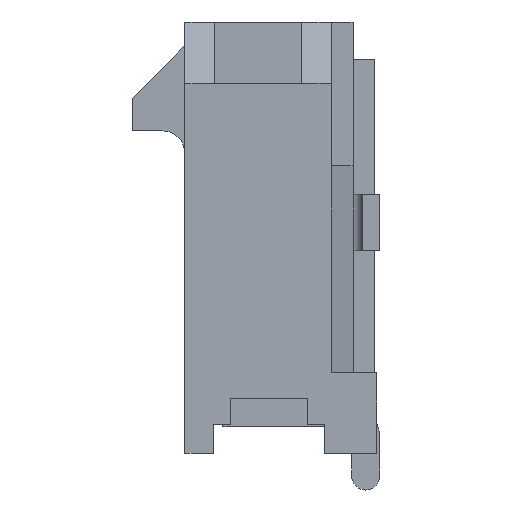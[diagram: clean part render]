
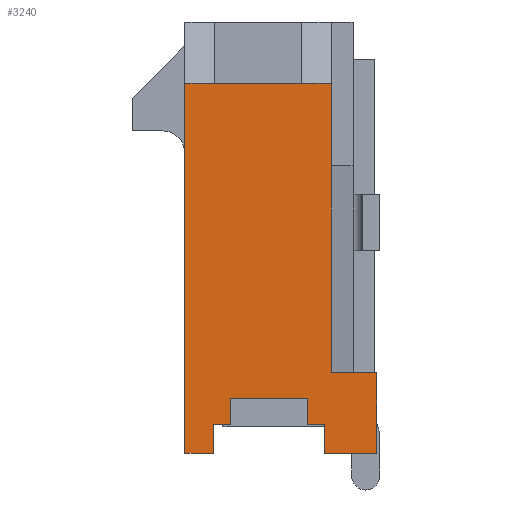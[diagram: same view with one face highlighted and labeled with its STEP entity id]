
A CAD part, left-side view. The second image highlights one B-rep face of the part: STEP entity #3240.
In plain terms, the highlighted planar face has unit normal (-1, 0, 0).
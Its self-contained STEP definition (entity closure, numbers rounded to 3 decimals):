
#5 = ORIENTED_EDGE ( 'NONE', *, *, #5138, .T. ) ;
#12 = VECTOR ( 'NONE', #2276, 1000. ) ;
#30 = LINE ( 'NONE', #1475, #810 ) ;
#149 = EDGE_CURVE ( 'NONE', #4849, #3127, #2209, .T. ) ;
#158 = VECTOR ( 'NONE', #6402, 1000. ) ;
#187 = ORIENTED_EDGE ( 'NONE', *, *, #784, .F. ) ;
#211 = CARTESIAN_POINT ( 'NONE',  ( -4.825, 1.27, -4.28 ) ) ;
#218 = DIRECTION ( 'NONE',  ( 0., 0., -1. ) ) ;
#358 = ORIENTED_EDGE ( 'NONE', *, *, #6532, .F. ) ;
#390 = ORIENTED_EDGE ( 'NONE', *, *, #1669, .T. ) ;
#414 = CARTESIAN_POINT ( 'NONE',  ( -4.825, 1.93, -4.95 ) ) ;
#557 = EDGE_CURVE ( 'NONE', #4849, #1569, #3434, .T. ) ;
#678 = EDGE_CURVE ( 'NONE', #5089, #5200, #6742, .T. ) ;
#695 = DIRECTION ( 'NONE',  ( 0., 1., 0. ) ) ;
#704 = LINE ( 'NONE', #6552, #1046 ) ;
#734 = CARTESIAN_POINT ( 'NONE',  ( -4.825, 0., 0. ) ) ;
#784 = EDGE_CURVE ( 'NONE', #1569, #2966, #2045, .T. ) ;
#792 = VECTOR ( 'NONE', #4020, 1000. ) ;
#807 = ORIENTED_EDGE ( 'NONE', *, *, #1425, .F. ) ;
#810 = VECTOR ( 'NONE', #6870, 1000. ) ;
#852 = CARTESIAN_POINT ( 'NONE',  ( -4.825, -0.875, -3.68 ) ) ;
#874 = CARTESIAN_POINT ( 'NONE',  ( -4.825, -2.47, -3.1 ) ) ;
#916 = VERTEX_POINT ( 'NONE', #2618 ) ;
#945 = CARTESIAN_POINT ( 'NONE',  ( -4.825, 0.875, -4.28 ) ) ;
#958 = VECTOR ( 'NONE', #2533, 1000. ) ;
#1046 = VECTOR ( 'NONE', #3307, 1000. ) ;
#1116 = CARTESIAN_POINT ( 'NONE',  ( -4.825, -1.43, 3.55 ) ) ;
#1146 = VECTOR ( 'NONE', #1923, 1000. ) ;
#1214 = CARTESIAN_POINT ( 'NONE',  ( -4.825, -1.27, -4.28 ) ) ;
#1265 = EDGE_CURVE ( 'NONE', #1870, #2509, #4252, .T. ) ;
#1337 = VERTEX_POINT ( 'NONE', #5056 ) ;
#1419 = EDGE_CURVE ( 'NONE', #1728, #1886, #30, .T. ) ;
#1420 = DIRECTION ( 'NONE',  ( 0., 1., 0. ) ) ;
#1425 = EDGE_CURVE ( 'NONE', #916, #5119, #2156, .T. ) ;
#1475 = CARTESIAN_POINT ( 'NONE',  ( -4.825, 0.875, -3.68 ) ) ;
#1516 = VECTOR ( 'NONE', #6737, 1000. ) ;
#1569 = VERTEX_POINT ( 'NONE', #3328 ) ;
#1638 = DIRECTION ( 'NONE',  ( 0., 0., -1. ) ) ;
#1669 = EDGE_CURVE ( 'NONE', #6171, #2788, #2719, .T. ) ;
#1728 = VERTEX_POINT ( 'NONE', #6237 ) ;
#1748 = VECTOR ( 'NONE', #6578, 1000. ) ;
#1749 = LINE ( 'NONE', #6580, #2093 ) ;
#1844 = AXIS2_PLACEMENT_3D ( 'NONE', #734, #2882, #218 ) ;
#1863 = CARTESIAN_POINT ( 'NONE',  ( -4.825, -1.27, -4.95 ) ) ;
#1870 = VERTEX_POINT ( 'NONE', #1214 ) ;
#1886 = VERTEX_POINT ( 'NONE', #852 ) ;
#1923 = DIRECTION ( 'NONE',  ( 0., 1., 0. ) ) ;
#1934 = VECTOR ( 'NONE', #4097, 1000. ) ;
#2045 = LINE ( 'NONE', #4189, #4831 ) ;
#2085 = EDGE_CURVE ( 'NONE', #2966, #1870, #704, .T. ) ;
#2093 = VECTOR ( 'NONE', #4946, 1000. ) ;
#2110 = DIRECTION ( 'NONE',  ( 0., 1., 0. ) ) ;
#2156 = LINE ( 'NONE', #945, #1146 ) ;
#2209 = LINE ( 'NONE', #3863, #12 ) ;
#2261 = CARTESIAN_POINT ( 'NONE',  ( -4.825, -0.875, -3.68 ) ) ;
#2276 = DIRECTION ( 'NONE',  ( 0., 1., 0. ) ) ;
#2321 = VECTOR ( 'NONE', #1638, 1000. ) ;
#2427 = VERTEX_POINT ( 'NONE', #3223 ) ;
#2479 = ORIENTED_EDGE ( 'NONE', *, *, #1419, .T. ) ;
#2509 = VERTEX_POINT ( 'NONE', #4945 ) ;
#2527 = EDGE_CURVE ( 'NONE', #5200, #2788, #4027, .T. ) ;
#2533 = DIRECTION ( 'NONE',  ( 0., 0., -1. ) ) ;
#2618 = CARTESIAN_POINT ( 'NONE',  ( -4.825, 0.875, -4.28 ) ) ;
#2719 = LINE ( 'NONE', #5310, #1934 ) ;
#2775 = LINE ( 'NONE', #1116, #1748 ) ;
#2788 = VERTEX_POINT ( 'NONE', #2855 ) ;
#2855 = CARTESIAN_POINT ( 'NONE',  ( -4.825, 1.93, 3.55 ) ) ;
#2882 = DIRECTION ( 'NONE',  ( 1., 0., 0. ) ) ;
#2966 = VERTEX_POINT ( 'NONE', #1863 ) ;
#3127 = VERTEX_POINT ( 'NONE', #5333 ) ;
#3151 = EDGE_LOOP ( 'NONE', ( #3289, #3415, #390, #4592, #4854, #5182, #807, #6934, #2479, #5087, #5587, #6302, #187, #5415, #4153, #5, #358 ) ) ;
#3204 = CARTESIAN_POINT ( 'NONE',  ( -4.825, 1.27, -4.95 ) ) ;
#3223 = CARTESIAN_POINT ( 'NONE',  ( -4.825, -1.43, 3.55 ) ) ;
#3240 = ADVANCED_FACE ( 'NONE', ( #4460 ), #6621, .F. ) ;
#3289 = ORIENTED_EDGE ( 'NONE', *, *, #5054, .T. ) ;
#3307 = DIRECTION ( 'NONE',  ( 0., 0., 1. ) ) ;
#3328 = CARTESIAN_POINT ( 'NONE',  ( -4.825, -2.47, -4.95 ) ) ;
#3415 = ORIENTED_EDGE ( 'NONE', *, *, #6453, .T. ) ;
#3434 = LINE ( 'NONE', #4478, #792 ) ;
#3827 = LINE ( 'NONE', #5953, #4231 ) ;
#3863 = CARTESIAN_POINT ( 'NONE',  ( -4.825, -2.47, -3.1 ) ) ;
#4020 = DIRECTION ( 'NONE',  ( 0., 0., -1. ) ) ;
#4027 = LINE ( 'NONE', #5076, #6792 ) ;
#4097 = DIRECTION ( 'NONE',  ( 0., 1., 0. ) ) ;
#4104 = LINE ( 'NONE', #5050, #958 ) ;
#4148 = LINE ( 'NONE', #5095, #1516 ) ;
#4153 = ORIENTED_EDGE ( 'NONE', *, *, #149, .T. ) ;
#4189 = CARTESIAN_POINT ( 'NONE',  ( -4.825, -2.47, -4.95 ) ) ;
#4231 = VECTOR ( 'NONE', #695, 1000. ) ;
#4252 = LINE ( 'NONE', #4285, #158 ) ;
#4285 = CARTESIAN_POINT ( 'NONE',  ( -4.825, -1.27, -4.28 ) ) ;
#4381 = CARTESIAN_POINT ( 'NONE',  ( -4.825, 1.27, -4.95 ) ) ;
#4460 = FACE_OUTER_BOUND ( 'NONE', #3151, .T. ) ;
#4478 = CARTESIAN_POINT ( 'NONE',  ( -4.825, -2.47, -3.1 ) ) ;
#4493 = EDGE_CURVE ( 'NONE', #1728, #916, #4148, .T. ) ;
#4516 = CARTESIAN_POINT ( 'NONE',  ( -4.825, -1.43, -3.1 ) ) ;
#4592 = ORIENTED_EDGE ( 'NONE', *, *, #2527, .F. ) ;
#4791 = EDGE_CURVE ( 'NONE', #5119, #5089, #4104, .T. ) ;
#4810 = CARTESIAN_POINT ( 'NONE',  ( -4.825, 1.25, 3.55 ) ) ;
#4831 = VECTOR ( 'NONE', #1420, 1000. ) ;
#4849 = VERTEX_POINT ( 'NONE', #874 ) ;
#4854 = ORIENTED_EDGE ( 'NONE', *, *, #678, .F. ) ;
#4912 = LINE ( 'NONE', #4516, #6592 ) ;
#4945 = CARTESIAN_POINT ( 'NONE',  ( -4.825, -0.875, -4.28 ) ) ;
#4946 = DIRECTION ( 'NONE',  ( 0., 0., -1. ) ) ;
#5050 = CARTESIAN_POINT ( 'NONE',  ( -4.825, 1.27, -4.28 ) ) ;
#5054 = EDGE_CURVE ( 'NONE', #2427, #5868, #2775, .T. ) ;
#5056 = CARTESIAN_POINT ( 'NONE',  ( -4.825, -1.43, 1.65 ) ) ;
#5063 = VECTOR ( 'NONE', #2110, 1000. ) ;
#5076 = CARTESIAN_POINT ( 'NONE',  ( -4.825, 1.93, -4.95 ) ) ;
#5087 = ORIENTED_EDGE ( 'NONE', *, *, #5432, .T. ) ;
#5089 = VERTEX_POINT ( 'NONE', #4381 ) ;
#5095 = CARTESIAN_POINT ( 'NONE',  ( -4.825, 0.875, -3.68 ) ) ;
#5119 = VERTEX_POINT ( 'NONE', #211 ) ;
#5138 = EDGE_CURVE ( 'NONE', #3127, #1337, #4912, .T. ) ;
#5182 = ORIENTED_EDGE ( 'NONE', *, *, #4791, .F. ) ;
#5200 = VERTEX_POINT ( 'NONE', #414 ) ;
#5310 = CARTESIAN_POINT ( 'NONE',  ( -4.825, 1.25, 3.55 ) ) ;
#5333 = CARTESIAN_POINT ( 'NONE',  ( -4.825, -1.43, -3.1 ) ) ;
#5382 = LINE ( 'NONE', #2261, #2321 ) ;
#5415 = ORIENTED_EDGE ( 'NONE', *, *, #557, .F. ) ;
#5432 = EDGE_CURVE ( 'NONE', #1886, #2509, #5382, .T. ) ;
#5568 = DIRECTION ( 'NONE',  ( 0., 0., 1. ) ) ;
#5587 = ORIENTED_EDGE ( 'NONE', *, *, #1265, .F. ) ;
#5868 = VERTEX_POINT ( 'NONE', #6458 ) ;
#5953 = CARTESIAN_POINT ( 'NONE',  ( -4.825, -0.75, 3.55 ) ) ;
#6171 = VERTEX_POINT ( 'NONE', #4810 ) ;
#6237 = CARTESIAN_POINT ( 'NONE',  ( -4.825, 0.875, -3.68 ) ) ;
#6302 = ORIENTED_EDGE ( 'NONE', *, *, #2085, .F. ) ;
#6402 = DIRECTION ( 'NONE',  ( 0., 1., 0. ) ) ;
#6453 = EDGE_CURVE ( 'NONE', #5868, #6171, #3827, .T. ) ;
#6458 = CARTESIAN_POINT ( 'NONE',  ( -4.825, -0.75, 3.55 ) ) ;
#6532 = EDGE_CURVE ( 'NONE', #2427, #1337, #1749, .T. ) ;
#6552 = CARTESIAN_POINT ( 'NONE',  ( -4.825, -1.27, -4.95 ) ) ;
#6578 = DIRECTION ( 'NONE',  ( 0., 1., 0. ) ) ;
#6580 = CARTESIAN_POINT ( 'NONE',  ( -4.825, -1.43, 3.55 ) ) ;
#6592 = VECTOR ( 'NONE', #6681, 1000. ) ;
#6621 = PLANE ( 'NONE',  #1844 ) ;
#6681 = DIRECTION ( 'NONE',  ( 0., 0., 1. ) ) ;
#6737 = DIRECTION ( 'NONE',  ( 0., 0., -1. ) ) ;
#6742 = LINE ( 'NONE', #3204, #5063 ) ;
#6792 = VECTOR ( 'NONE', #5568, 1000. ) ;
#6870 = DIRECTION ( 'NONE',  ( 0., -1., 0. ) ) ;
#6934 = ORIENTED_EDGE ( 'NONE', *, *, #4493, .F. ) ;
